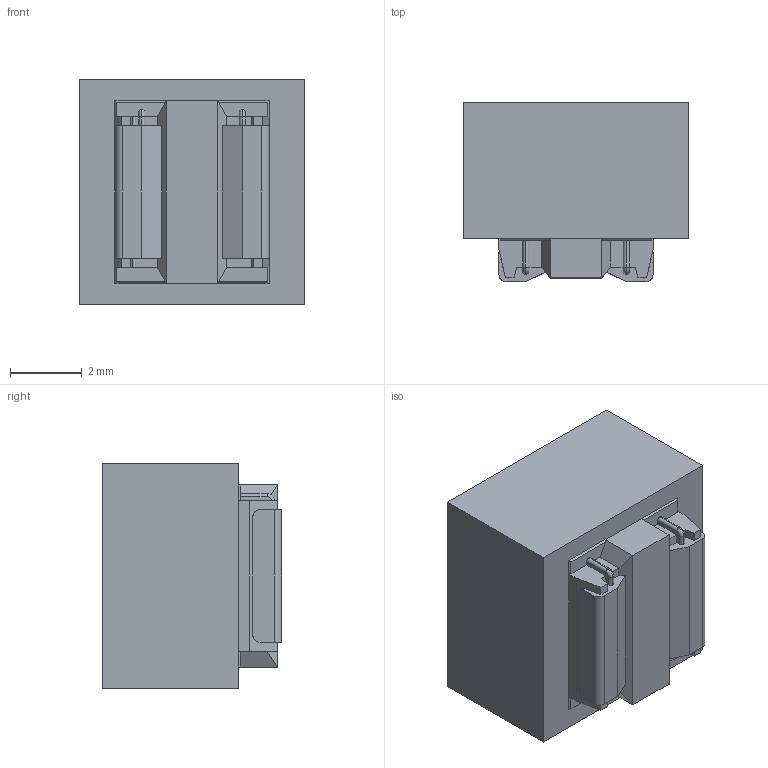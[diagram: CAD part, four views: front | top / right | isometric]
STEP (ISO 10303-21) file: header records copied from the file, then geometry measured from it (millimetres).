
FILE_DESCRIPTION (( 'STEP AP214' ), '1' );
FILE_NAME ('LQH66SN221M03L.STEP', '2020-01-29T02:30:54', ( '' ), ( '' ), 'SwSTEP 2.0', 'SolidWorks 2017', '' );
FILE_SCHEMA (( 'AUTOMOTIVE_DESIGN' ));
Length unit declared in the file: millimetre
Products named in the file (1): LQH66SN221M03L
Bounding box: 6.3 x 5 x 6.3 mm (x, y, z)
Volume: 172.4 mm3; surface area: 229.8 mm2
Topology: 5 solids, 5 shells, 93 faces, 226 edges, 144 vertices
Faces by surface type: plane 75, cylinder 14, torus 4
Entity records: 2740 total; most frequent: CARTESIAN_POINT 476, ORIENTED_EDGE 452, DIRECTION 440, EDGE_CURVE 226, LINE 192, VECTOR 192, VERTEX_POINT 144, AXIS2_PLACEMENT_3D 124
